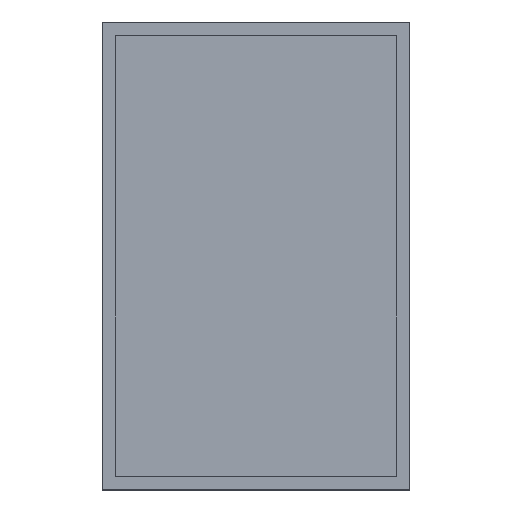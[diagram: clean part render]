
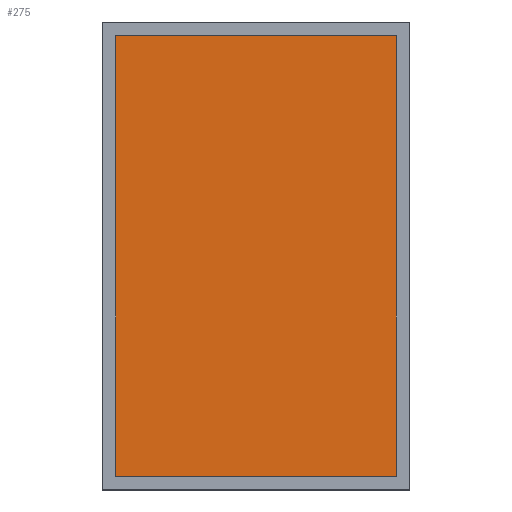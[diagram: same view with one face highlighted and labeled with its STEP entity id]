
A CAD part, top view. The second image highlights one B-rep face of the part: STEP entity #275.
In plain terms, the highlighted planar face has unit normal (0, 0, 1).
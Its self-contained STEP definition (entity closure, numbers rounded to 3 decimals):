
#27=FACE_OUTER_BOUND('',#42,.T.);
#42=EDGE_LOOP('',(#227,#228,#229,#230,#231,#232,#233,#234));
#50=LINE('',#382,#86);
#52=LINE('',#388,#88);
#57=LINE('',#397,#93);
#61=LINE('',#404,#97);
#74=LINE('',#430,#110);
#77=LINE('',#436,#113);
#78=LINE('',#439,#114);
#79=LINE('',#440,#115);
#86=VECTOR('',#314,10.);
#88=VECTOR('',#318,10.);
#93=VECTOR('',#327,10.);
#97=VECTOR('',#331,10.);
#110=VECTOR('',#354,10.);
#113=VECTOR('',#359,10.);
#114=VECTOR('',#362,10.);
#115=VECTOR('',#363,10.);
#120=VERTEX_POINT('',#376);
#122=VERTEX_POINT('',#380);
#123=VERTEX_POINT('',#384);
#125=VERTEX_POINT('',#387);
#127=VERTEX_POINT('',#396);
#130=VERTEX_POINT('',#402);
#140=VERTEX_POINT('',#434);
#141=VERTEX_POINT('',#438);
#146=EDGE_CURVE('',#122,#120,#50,.T.);
#148=EDGE_CURVE('',#125,#123,#52,.T.);
#153=EDGE_CURVE('',#125,#127,#57,.T.);
#157=EDGE_CURVE('',#130,#122,#61,.T.);
#170=EDGE_CURVE('',#120,#123,#74,.T.);
#173=EDGE_CURVE('',#140,#130,#77,.T.);
#174=EDGE_CURVE('',#141,#140,#78,.T.);
#175=EDGE_CURVE('',#127,#141,#79,.T.);
#227=ORIENTED_EDGE('',*,*,#157,.F.);
#228=ORIENTED_EDGE('',*,*,#173,.F.);
#229=ORIENTED_EDGE('',*,*,#174,.F.);
#230=ORIENTED_EDGE('',*,*,#175,.F.);
#231=ORIENTED_EDGE('',*,*,#153,.F.);
#232=ORIENTED_EDGE('',*,*,#148,.T.);
#233=ORIENTED_EDGE('',*,*,#170,.F.);
#234=ORIENTED_EDGE('',*,*,#146,.F.);
#261=PLANE('',#303);
#275=ADVANCED_FACE('',(#27),#261,.T.);
#303=AXIS2_PLACEMENT_3D('',#437,#360,#361);
#314=DIRECTION('',(0.,1.,0.));
#318=DIRECTION('',(0.,1.,0.));
#327=DIRECTION('',(1.,0.,0.));
#331=DIRECTION('',(1.,0.,0.));
#354=DIRECTION('',(1.,0.,0.));
#359=DIRECTION('',(0.,1.,0.));
#360=DIRECTION('center_axis',(0.,0.,1.));
#361=DIRECTION('ref_axis',(0.,1.,0.));
#362=DIRECTION('',(-1.,0.,0.));
#363=DIRECTION('',(0.,-1.,0.));
#376=CARTESIAN_POINT('',(3.,35.,1.));
#380=CARTESIAN_POINT('',(3.,34.,1.));
#382=CARTESIAN_POINT('',(3.,31.,1.));
#384=CARTESIAN_POINT('',(20.,35.,1.));
#387=CARTESIAN_POINT('',(20.,34.,1.));
#388=CARTESIAN_POINT('',(20.,31.,1.));
#396=CARTESIAN_POINT('',(22.,34.,1.));
#397=CARTESIAN_POINT('',(11.5,34.,1.));
#402=CARTESIAN_POINT('',(1.,34.,1.));
#404=CARTESIAN_POINT('',(11.5,34.,1.));
#430=CARTESIAN_POINT('',(15.75,35.,1.));
#434=CARTESIAN_POINT('',(1.,1.,1.));
#436=CARTESIAN_POINT('',(1.,17.5,1.));
#437=CARTESIAN_POINT('Origin',(11.5,17.5,1.));
#438=CARTESIAN_POINT('',(22.,1.,1.));
#439=CARTESIAN_POINT('',(11.5,1.,1.));
#440=CARTESIAN_POINT('',(22.,17.5,1.));
